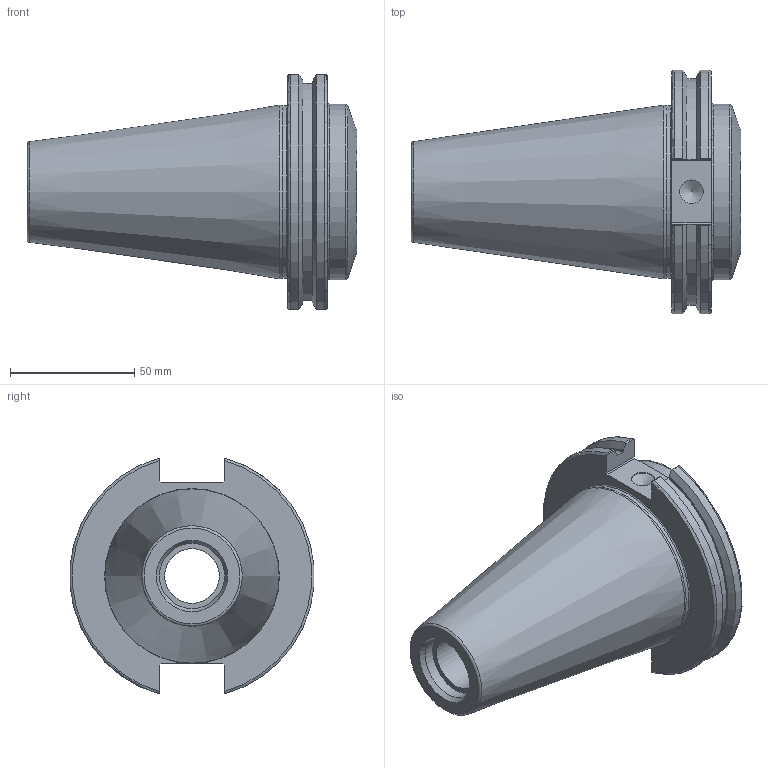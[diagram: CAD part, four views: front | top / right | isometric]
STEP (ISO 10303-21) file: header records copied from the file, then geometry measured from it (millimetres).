
FILE_DESCRIPTION(/* description */ (''),/* implementation_level */ '2;1');
FILE_NAME(/* name */ 'WL101US.stp',/* time_stamp */ '2023-03-17T09:42:14+09:00',/* author */ ('eos'),/* organization */ (''),/* preprocessor_version */ 'ST-DEVELOPER v18.1',/* originating_system */ 'Autodesk Inventor 2022',/* authorisation */ '');
FILE_SCHEMA (('AUTOMOTIVE_DESIGN { 1 0 10303 214 3 1 1 }'));
Length unit declared in the file: millimetre
Products named in the file (1): CAT50
Bounding box: 132.5 x 98.06 x 94.69 mm (x, y, z)
Volume: 331209.8 mm3; surface area: 48208.4 mm2
Topology: 1 solids, 1 shells, 57 faces, 152 edges, 100 vertices
Faces by surface type: plane 28, cylinder 12, cone 9, torus 8
Full cylindrical faces by diameter (mm): 9.525 x1, 21.971 x1, 26.2 x1, 31.75 x1, 69.25 x1, 70.5 x1
Entity records: 1883 total; most frequent: CARTESIAN_POINT 451, ORIENTED_EDGE 302, DIRECTION 282, EDGE_CURVE 151, AXIS2_PLACEMENT_3D 107, VERTEX_POINT 100, LINE 68, VECTOR 68
